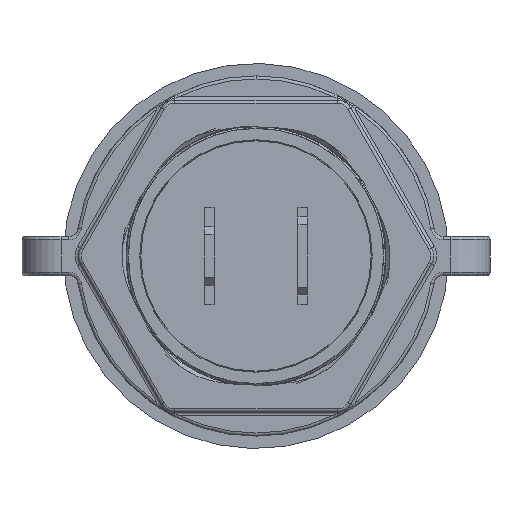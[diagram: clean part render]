
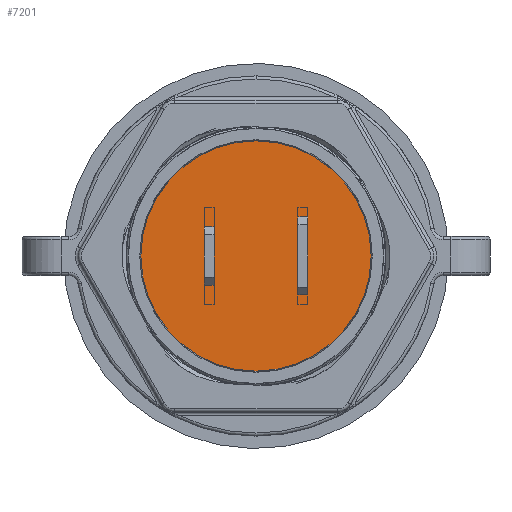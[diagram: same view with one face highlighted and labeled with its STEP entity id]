
A CAD part, front view. The second image highlights one B-rep face of the part: STEP entity #7201.
In plain terms, the highlighted planar face has unit normal (0, -1, 0).
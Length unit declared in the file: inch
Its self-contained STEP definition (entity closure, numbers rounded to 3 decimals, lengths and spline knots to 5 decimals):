
#543 = ORIENTED_EDGE ( 'NONE', *, *, #16111, .F. ) ;
#2994 = CIRCLE ( 'NONE', #7655, 0.369 ) ;
#5762 = EDGE_LOOP ( 'NONE', ( #9600, #543 ) ) ;
#5939 = DIRECTION ( 'NONE',  ( 0., 1., 0. ) ) ;
#6678 = DIRECTION ( 'NONE',  ( 0., 0., 1. ) ) ;
#6710 = DIRECTION ( 'NONE',  ( 0., 1., 0. ) ) ;
#6733 = CARTESIAN_POINT ( 'NONE',  ( 0., 0., 0. ) ) ;
#7201 = ADVANCED_FACE ( 'NONE', ( #10268 ), #11756, .F. ) ;
#7655 = AXIS2_PLACEMENT_3D ( 'NONE', #6733, #6710, #6678 ) ;
#7936 = VERTEX_POINT ( 'NONE', #14763 ) ;
#8368 = EDGE_CURVE ( 'NONE', #7936, #14402, #2994, .T. ) ;
#9392 = AXIS2_PLACEMENT_3D ( 'NONE', #14761, #5939, #16217 ) ;
#9600 = ORIENTED_EDGE ( 'NONE', *, *, #8368, .F. ) ;
#10268 = FACE_OUTER_BOUND ( 'NONE', #5762, .T. ) ;
#11045 = CARTESIAN_POINT ( 'NONE',  ( 0., 0., 0. ) ) ;
#11594 = CARTESIAN_POINT ( 'NONE',  ( 0., 0., 0.369 ) ) ;
#11756 = PLANE ( 'NONE',  #15009 ) ;
#14329 = DIRECTION ( 'NONE',  ( 0., 1., 0. ) ) ;
#14348 = DIRECTION ( 'NONE',  ( 0., 0., 1. ) ) ;
#14402 = VERTEX_POINT ( 'NONE', #11594 ) ;
#14761 = CARTESIAN_POINT ( 'NONE',  ( 0., 0., 0. ) ) ;
#14763 = CARTESIAN_POINT ( 'NONE',  ( 0., 0., -0.369 ) ) ;
#15009 = AXIS2_PLACEMENT_3D ( 'NONE', #11045, #14329, #14348 ) ;
#16111 = EDGE_CURVE ( 'NONE', #14402, #7936, #17147, .T. ) ;
#16217 = DIRECTION ( 'NONE',  ( 0., 0., 1. ) ) ;
#17147 = CIRCLE ( 'NONE', #9392, 0.369 ) ;
